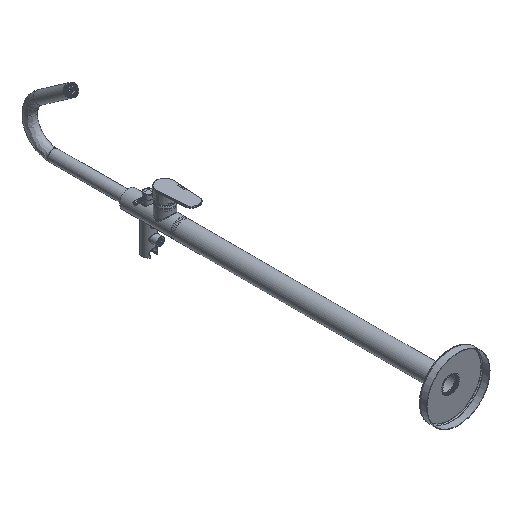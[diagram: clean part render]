
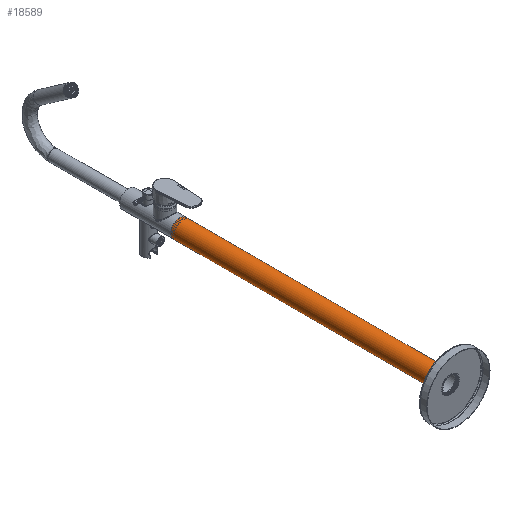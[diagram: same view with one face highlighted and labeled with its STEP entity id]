
A CAD part, isometric view. The second image highlights one B-rep face of the part: STEP entity #18589.
In plain terms, the highlighted cylindrical face has radius 22.5 mm (diameter 45 mm), a full revolution.
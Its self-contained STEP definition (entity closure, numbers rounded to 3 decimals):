
#824 = AXIS2_PLACEMENT_3D ( 'NONE', #2307, #14297, #4274 ) ;
#2307 = CARTESIAN_POINT ( 'NONE',  ( 0., 0., 0. ) ) ;
#2414 = FACE_OUTER_BOUND ( 'NONE', #4842, .T. ) ;
#4274 = DIRECTION ( 'NONE',  ( 0., 0., -1. ) ) ;
#4842 = EDGE_LOOP ( 'NONE', ( #24394 ) ) ;
#5135 = CARTESIAN_POINT ( 'NONE',  ( 0., 690., 0. ) ) ;
#6177 = AXIS2_PLACEMENT_3D ( 'NONE', #15748, #19688, #15664 ) ;
#6336 = EDGE_LOOP ( 'NONE', ( #7355 ) ) ;
#7269 = DIRECTION ( 'NONE',  ( 0., -1., 0. ) ) ;
#7355 = ORIENTED_EDGE ( 'NONE', *, *, #15089, .T. ) ;
#8424 = VERTEX_POINT ( 'NONE', #14225 ) ;
#8594 = CARTESIAN_POINT ( 'NONE',  ( 0., 684., 22.5 ) ) ;
#9790 = FACE_OUTER_BOUND ( 'NONE', #6336, .T. ) ;
#11189 = VERTEX_POINT ( 'NONE', #8594 ) ;
#12590 = CYLINDRICAL_SURFACE ( 'NONE', #19319, 22.5 ) ;
#14225 = CARTESIAN_POINT ( 'NONE',  ( 0., 0., -22.5 ) ) ;
#14297 = DIRECTION ( 'NONE',  ( 0., 1., 0. ) ) ;
#15089 = EDGE_CURVE ( 'NONE', #8424, #8424, #15881, .T. ) ;
#15664 = DIRECTION ( 'NONE',  ( 0., 0., 1. ) ) ;
#15748 = CARTESIAN_POINT ( 'NONE',  ( 0., 684., 0. ) ) ;
#15881 = CIRCLE ( 'NONE', #824, 22.5 ) ;
#18589 = ADVANCED_FACE ( 'NONE', ( #9790, #2414 ), #12590, .T. ) ;
#19319 = AXIS2_PLACEMENT_3D ( 'NONE', #5135, #7269, #24683 ) ;
#19688 = DIRECTION ( 'NONE',  ( 0., 1., 0. ) ) ;
#21334 = CIRCLE ( 'NONE', #6177, 22.5 ) ;
#22973 = EDGE_CURVE ( 'NONE', #11189, #11189, #21334, .T. ) ;
#24394 = ORIENTED_EDGE ( 'NONE', *, *, #22973, .F. ) ;
#24683 = DIRECTION ( 'NONE',  ( 0., 0., -1. ) ) ;
